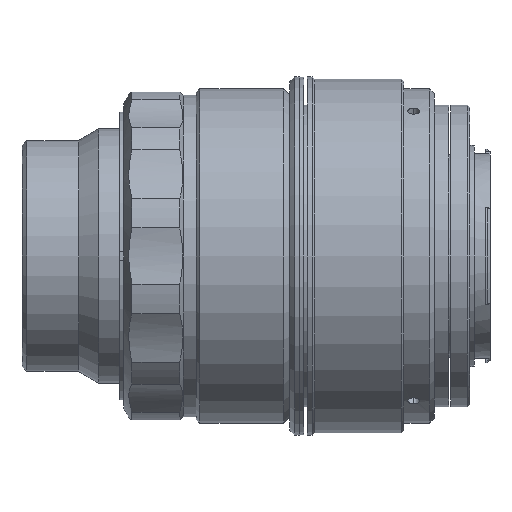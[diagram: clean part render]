
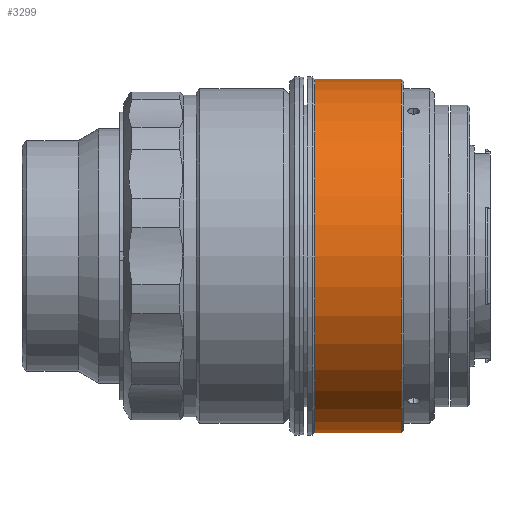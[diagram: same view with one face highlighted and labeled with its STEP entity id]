
A CAD part, front view. The second image highlights one B-rep face of the part: STEP entity #3299.
In plain terms, the highlighted cylindrical face has radius 37.5 mm (diameter 75 mm), a partial arc.
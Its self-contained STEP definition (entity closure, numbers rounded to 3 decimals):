
#24 = AXIS2_PLACEMENT_3D ( 'NONE', #160, #2595, #1423 ) ;
#25 = EDGE_LOOP ( 'NONE', ( #2214, #1162, #2358, #3921 ) ) ;
#160 = CARTESIAN_POINT ( 'NONE',  ( -79.43, 0., 0. ) ) ;
#200 = VECTOR ( 'NONE', #710, 1000. ) ;
#219 = AXIS2_PLACEMENT_3D ( 'NONE', #1084, #1538, #1513 ) ;
#230 = CIRCLE ( 'NONE', #4341, 37.5 ) ;
#427 = VERTEX_POINT ( 'NONE', #5081 ) ;
#450 = CARTESIAN_POINT ( 'NONE',  ( -79.43, 0., 37.5 ) ) ;
#710 = DIRECTION ( 'NONE',  ( 1., 0., 0. ) ) ;
#729 = FACE_OUTER_BOUND ( 'NONE', #25, .T. ) ;
#850 = VERTEX_POINT ( 'NONE', #3580 ) ;
#997 = DIRECTION ( 'NONE',  ( -1., 0., 0. ) ) ;
#1084 = CARTESIAN_POINT ( 'NONE',  ( -0.497, 0., 0. ) ) ;
#1162 = ORIENTED_EDGE ( 'NONE', *, *, #5089, .T. ) ;
#1205 = VECTOR ( 'NONE', #3191, 1000. ) ;
#1407 = EDGE_CURVE ( 'NONE', #427, #3298, #1543, .T. ) ;
#1423 = DIRECTION ( 'NONE',  ( 0., 0., -1. ) ) ;
#1513 = DIRECTION ( 'NONE',  ( 0., 0., -1. ) ) ;
#1538 = DIRECTION ( 'NONE',  ( 1., 0., 0. ) ) ;
#1543 = LINE ( 'NONE', #2365, #1205 ) ;
#2214 = ORIENTED_EDGE ( 'NONE', *, *, #2948, .F. ) ;
#2255 = DIRECTION ( 'NONE',  ( 0., 0., 1. ) ) ;
#2283 = CARTESIAN_POINT ( 'NONE',  ( -61., 0., 0. ) ) ;
#2358 = ORIENTED_EDGE ( 'NONE', *, *, #1407, .T. ) ;
#2365 = CARTESIAN_POINT ( 'NONE',  ( -0.497, 0., -37.5 ) ) ;
#2367 = VERTEX_POINT ( 'NONE', #450 ) ;
#2595 = DIRECTION ( 'NONE',  ( 1., 0., 0. ) ) ;
#2948 = EDGE_CURVE ( 'NONE', #2367, #850, #5272, .T. ) ;
#3130 = CARTESIAN_POINT ( 'NONE',  ( -61., 0., -37.5 ) ) ;
#3191 = DIRECTION ( 'NONE',  ( 1., 0., 0. ) ) ;
#3241 = CARTESIAN_POINT ( 'NONE',  ( -0.497, 0., 37.5 ) ) ;
#3298 = VERTEX_POINT ( 'NONE', #3130 ) ;
#3299 = ADVANCED_FACE ( 'NONE', ( #729 ), #4763, .T. ) ;
#3580 = CARTESIAN_POINT ( 'NONE',  ( -61., 0., 37.5 ) ) ;
#3921 = ORIENTED_EDGE ( 'NONE', *, *, #4285, .T. ) ;
#4043 = CIRCLE ( 'NONE', #24, 37.5 ) ;
#4285 = EDGE_CURVE ( 'NONE', #3298, #850, #230, .T. ) ;
#4341 = AXIS2_PLACEMENT_3D ( 'NONE', #2283, #997, #2255 ) ;
#4763 = CYLINDRICAL_SURFACE ( 'NONE', #219, 37.5 ) ;
#5081 = CARTESIAN_POINT ( 'NONE',  ( -79.43, 0., -37.5 ) ) ;
#5089 = EDGE_CURVE ( 'NONE', #2367, #427, #4043, .T. ) ;
#5272 = LINE ( 'NONE', #3241, #200 ) ;
